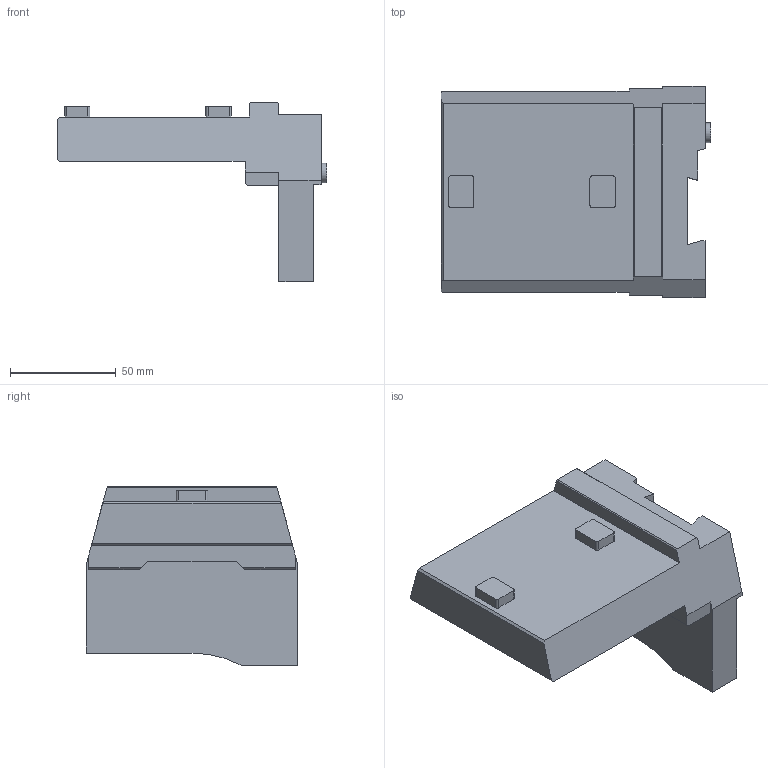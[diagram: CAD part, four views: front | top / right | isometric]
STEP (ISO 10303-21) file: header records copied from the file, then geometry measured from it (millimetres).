
FILE_DESCRIPTION(/* description */ (''),/* implementation_level */ '2;1');
FILE_NAME(/* name */ '1597064395533.stp',/* time_stamp */ '2020-08-10T15:00:02+02:00',/* author */ (''),/* organization */ ('SMS'),/* preprocessor_version */ 'ST-DEVELOPER v16.7',/* originating_system */ 'SIEMENS PLM Software NX 12.0',/* authorisation */ '');
FILE_SCHEMA (('AUTOMOTIVE_DESIGN { 1 0 10303 214 3 1 1 1 }'));
Length unit declared in the file: millimetre
Products named in the file (1): 200833772mod000_02
Bounding box: 127.75 x 100 x 85 mm (x, y, z)
Volume: 336276.7 mm3; surface area: 46963 mm2
Topology: 1 solids, 1 shells, 71 faces, 199 edges, 136 vertices
Faces by surface type: plane 58, cylinder 13
Full cylindrical faces by diameter (mm): 9.3 x1
Entity records: 2326 total; most frequent: CARTESIAN_POINT 407, ORIENTED_EDGE 394, DIRECTION 377, EDGE_CURVE 197, LINE 167, VECTOR 167, VERTEX_POINT 132, AXIS2_PLACEMENT_3D 105
